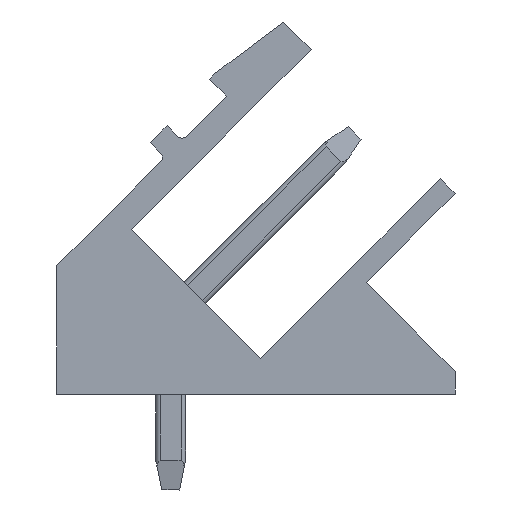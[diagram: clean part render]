
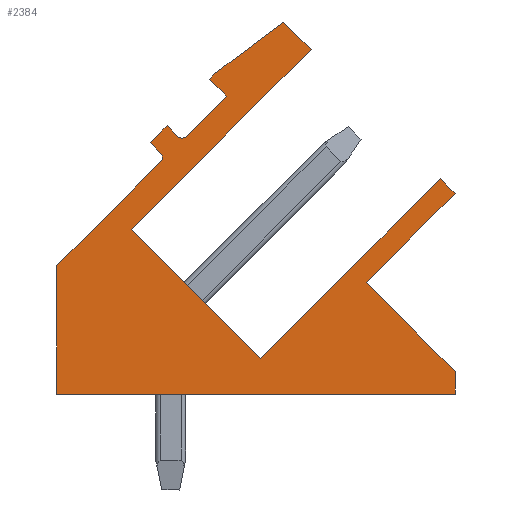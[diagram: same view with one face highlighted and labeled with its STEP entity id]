
A CAD part, left-side view. The second image highlights one B-rep face of the part: STEP entity #2384.
In plain terms, the highlighted planar face has unit normal (-1, 0, 0).
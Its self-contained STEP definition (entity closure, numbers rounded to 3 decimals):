
#1167=AXIS2_PLACEMENT_3D('Circle Axis2P3D',#1165,#1166,$) ;
#1291=AXIS2_PLACEMENT_3D('Circle Axis2P3D',#1289,#1290,$) ;
#2360=AXIS2_PLACEMENT_3D('Plane Axis2P3D',#2357,#2358,#2359) ;
#49=CARTESIAN_POINT('Vertex',(0.,6.505,4.385)) ;
#52=CARTESIAN_POINT('Line Origine',(0.,3.5,7.39)) ;
#56=CARTESIAN_POINT('Vertex',(0.,0.495,10.395)) ;
#87=CARTESIAN_POINT('Vertex',(0.,10.819,8.698)) ;
#90=CARTESIAN_POINT('Line Origine',(0.,8.662,6.541)) ;
#976=CARTESIAN_POINT('Vertex',(0.,4.808,14.708)) ;
#979=CARTESIAN_POINT('Line Origine',(0.,7.814,11.703)) ;
#1007=CARTESIAN_POINT('Vertex',(0.,5.728,15.628)) ;
#1010=CARTESIAN_POINT('Line Origine',(0.,5.268,15.168)) ;
#1038=CARTESIAN_POINT('Vertex',(0.,7.99,13.931)) ;
#1041=CARTESIAN_POINT('Line Origine',(0.,6.859,14.779)) ;
#1069=CARTESIAN_POINT('Vertex',(0.,8.202,13.718)) ;
#1072=CARTESIAN_POINT('Line Origine',(0.,8.096,13.824)) ;
#1100=CARTESIAN_POINT('Vertex',(0.,7.637,13.153)) ;
#1103=CARTESIAN_POINT('Line Origine',(0.,7.92,13.436)) ;
#1131=CARTESIAN_POINT('Vertex',(0.,8.98,11.809)) ;
#1134=CARTESIAN_POINT('Line Origine',(0.,8.309,12.481)) ;
#1162=CARTESIAN_POINT('Vertex',(0.,9.263,11.809)) ;
#1165=CARTESIAN_POINT('Axis2P3D Location',(0.,9.122,11.951)) ;
#1193=CARTESIAN_POINT('Vertex',(0.,9.617,12.163)) ;
#1196=CARTESIAN_POINT('Line Origine',(0.,9.44,11.986)) ;
#1224=CARTESIAN_POINT('Vertex',(0.,10.182,11.597)) ;
#1227=CARTESIAN_POINT('Line Origine',(0.,9.899,11.88)) ;
#1255=CARTESIAN_POINT('Vertex',(0.,9.829,11.244)) ;
#1258=CARTESIAN_POINT('Line Origine',(0.,10.006,11.42)) ;
#1286=CARTESIAN_POINT('Vertex',(0.,9.829,10.961)) ;
#1289=CARTESIAN_POINT('Axis2P3D Location',(0.,9.97,11.102)) ;
#1312=CARTESIAN_POINT('Vertex',(0.,13.3,7.489)) ;
#1315=CARTESIAN_POINT('Line Origine',(0.,11.564,9.225)) ;
#1343=CARTESIAN_POINT('Vertex',(0.,13.3,3.2)) ;
#1346=CARTESIAN_POINT('Line Origine',(0.,13.3,5.345)) ;
#1374=CARTESIAN_POINT('Vertex',(0.,0.,3.2)) ;
#1377=CARTESIAN_POINT('Line Origine',(0.,6.65,3.2)) ;
#2263=CARTESIAN_POINT('Vertex',(0.,0.,3.96)) ;
#2266=CARTESIAN_POINT('Line Origine',(0.,0.,3.58)) ;
#2294=CARTESIAN_POINT('Vertex',(0.,2.97,6.93)) ;
#2297=CARTESIAN_POINT('Line Origine',(0.,1.485,5.445)) ;
#2325=CARTESIAN_POINT('Vertex',(0.,0.,9.9)) ;
#2328=CARTESIAN_POINT('Line Origine',(0.,1.485,8.415)) ;
#2345=CARTESIAN_POINT('Line Origine',(0.,0.247,10.147)) ;
#2357=CARTESIAN_POINT('Axis2P3D Location',(0.,0.,0.)) ;
#53=DIRECTION('Vector Direction',(0.,0.707,-0.707)) ;
#91=DIRECTION('Vector Direction',(0.,-0.707,-0.707)) ;
#980=DIRECTION('Vector Direction',(0.,-0.707,0.707)) ;
#1011=DIRECTION('Vector Direction',(0.,-0.707,-0.707)) ;
#1042=DIRECTION('Vector Direction',(0.,-0.8,0.6)) ;
#1073=DIRECTION('Vector Direction',(0.,-0.707,0.707)) ;
#1104=DIRECTION('Vector Direction',(0.,0.707,0.707)) ;
#1135=DIRECTION('Vector Direction',(0.,-0.707,0.707)) ;
#1166=DIRECTION('Axis2P3D Direction',(-1.,0.,0.)) ;
#1197=DIRECTION('Vector Direction',(0.,-0.707,-0.707)) ;
#1228=DIRECTION('Vector Direction',(0.,-0.707,0.707)) ;
#1259=DIRECTION('Vector Direction',(0.,0.707,0.707)) ;
#1290=DIRECTION('Axis2P3D Direction',(-1.,0.,0.)) ;
#1316=DIRECTION('Vector Direction',(0.,-0.707,0.707)) ;
#1347=DIRECTION('Vector Direction',(0.,0.,1.)) ;
#1378=DIRECTION('Vector Direction',(0.,1.,0.)) ;
#2267=DIRECTION('Vector Direction',(0.,0.,-1.)) ;
#2298=DIRECTION('Vector Direction',(0.,-0.707,-0.707)) ;
#2329=DIRECTION('Vector Direction',(0.,0.707,-0.707)) ;
#2346=DIRECTION('Vector Direction',(0.,-0.707,-0.707)) ;
#2358=DIRECTION('Axis2P3D Direction',(-1.,0.,0.)) ;
#2359=DIRECTION('Axis2P3D XDirection',(0.,0.,1.)) ;
#54=VECTOR('Line Direction',#53,1.) ;
#92=VECTOR('Line Direction',#91,1.) ;
#981=VECTOR('Line Direction',#980,1.) ;
#1012=VECTOR('Line Direction',#1011,1.) ;
#1043=VECTOR('Line Direction',#1042,1.) ;
#1074=VECTOR('Line Direction',#1073,1.) ;
#1105=VECTOR('Line Direction',#1104,1.) ;
#1136=VECTOR('Line Direction',#1135,1.) ;
#1198=VECTOR('Line Direction',#1197,1.) ;
#1229=VECTOR('Line Direction',#1228,1.) ;
#1260=VECTOR('Line Direction',#1259,1.) ;
#1317=VECTOR('Line Direction',#1316,1.) ;
#1348=VECTOR('Line Direction',#1347,1.) ;
#1379=VECTOR('Line Direction',#1378,1.) ;
#2268=VECTOR('Line Direction',#2267,1.) ;
#2299=VECTOR('Line Direction',#2298,1.) ;
#2330=VECTOR('Line Direction',#2329,1.) ;
#2347=VECTOR('Line Direction',#2346,1.) ;
#2363=ORIENTED_EDGE('',*,*,#58,.T.) ;
#2364=ORIENTED_EDGE('',*,*,#94,.T.) ;
#2365=ORIENTED_EDGE('',*,*,#983,.T.) ;
#2366=ORIENTED_EDGE('',*,*,#1014,.T.) ;
#2367=ORIENTED_EDGE('',*,*,#1045,.T.) ;
#2368=ORIENTED_EDGE('',*,*,#1076,.T.) ;
#2369=ORIENTED_EDGE('',*,*,#1107,.T.) ;
#2370=ORIENTED_EDGE('',*,*,#1138,.T.) ;
#2371=ORIENTED_EDGE('',*,*,#1169,.T.) ;
#2372=ORIENTED_EDGE('',*,*,#1200,.T.) ;
#2373=ORIENTED_EDGE('',*,*,#1231,.T.) ;
#2374=ORIENTED_EDGE('',*,*,#1262,.T.) ;
#2375=ORIENTED_EDGE('',*,*,#1293,.T.) ;
#2376=ORIENTED_EDGE('',*,*,#1319,.T.) ;
#2377=ORIENTED_EDGE('',*,*,#1350,.T.) ;
#2378=ORIENTED_EDGE('',*,*,#1381,.T.) ;
#2379=ORIENTED_EDGE('',*,*,#2270,.T.) ;
#2380=ORIENTED_EDGE('',*,*,#2301,.T.) ;
#2381=ORIENTED_EDGE('',*,*,#2332,.T.) ;
#2382=ORIENTED_EDGE('',*,*,#2349,.T.) ;
#2384=ADVANCED_FACE('Housing',(#2383),#2361,.T.) ;
#1168=CIRCLE('generated circle',#1167,0.2) ;
#1292=CIRCLE('generated circle',#1291,0.2) ;
#58=EDGE_CURVE('',#57,#50,#55,.T.) ;
#94=EDGE_CURVE('',#50,#88,#93,.F.) ;
#983=EDGE_CURVE('',#88,#977,#982,.T.) ;
#1014=EDGE_CURVE('',#977,#1008,#1013,.F.) ;
#1045=EDGE_CURVE('',#1008,#1039,#1044,.F.) ;
#1076=EDGE_CURVE('',#1039,#1070,#1075,.F.) ;
#1107=EDGE_CURVE('',#1070,#1101,#1106,.F.) ;
#1138=EDGE_CURVE('',#1101,#1132,#1137,.F.) ;
#1169=EDGE_CURVE('',#1132,#1163,#1168,.F.) ;
#1200=EDGE_CURVE('',#1163,#1194,#1199,.F.) ;
#1231=EDGE_CURVE('',#1194,#1225,#1230,.F.) ;
#1262=EDGE_CURVE('',#1225,#1256,#1261,.F.) ;
#1293=EDGE_CURVE('',#1256,#1287,#1292,.F.) ;
#1319=EDGE_CURVE('',#1287,#1313,#1318,.F.) ;
#1350=EDGE_CURVE('',#1313,#1344,#1349,.F.) ;
#1381=EDGE_CURVE('',#1344,#1375,#1380,.F.) ;
#2270=EDGE_CURVE('',#1375,#2264,#2269,.F.) ;
#2301=EDGE_CURVE('',#2264,#2295,#2300,.F.) ;
#2332=EDGE_CURVE('',#2295,#2326,#2331,.F.) ;
#2349=EDGE_CURVE('',#2326,#57,#2348,.F.) ;
#2362=EDGE_LOOP('',(#2363,#2364,#2365,#2366,#2367,#2368,#2369,#2370,#2371,#2372,#2373,#2374,#2375,#2376,#2377,#2378,#2379,#2380,#2381,#2382)) ;
#2383=FACE_OUTER_BOUND('',#2362,.T.) ;
#55=LINE('Line',#52,#54) ;
#93=LINE('Line',#90,#92) ;
#982=LINE('Line',#979,#981) ;
#1013=LINE('Line',#1010,#1012) ;
#1044=LINE('Line',#1041,#1043) ;
#1075=LINE('Line',#1072,#1074) ;
#1106=LINE('Line',#1103,#1105) ;
#1137=LINE('Line',#1134,#1136) ;
#1199=LINE('Line',#1196,#1198) ;
#1230=LINE('Line',#1227,#1229) ;
#1261=LINE('Line',#1258,#1260) ;
#1318=LINE('Line',#1315,#1317) ;
#1349=LINE('Line',#1346,#1348) ;
#1380=LINE('Line',#1377,#1379) ;
#2269=LINE('Line',#2266,#2268) ;
#2300=LINE('Line',#2297,#2299) ;
#2331=LINE('Line',#2328,#2330) ;
#2348=LINE('Line',#2345,#2347) ;
#2361=PLANE('',#2360) ;
#50=VERTEX_POINT('',#49) ;
#57=VERTEX_POINT('',#56) ;
#88=VERTEX_POINT('',#87) ;
#977=VERTEX_POINT('',#976) ;
#1008=VERTEX_POINT('',#1007) ;
#1039=VERTEX_POINT('',#1038) ;
#1070=VERTEX_POINT('',#1069) ;
#1101=VERTEX_POINT('',#1100) ;
#1132=VERTEX_POINT('',#1131) ;
#1163=VERTEX_POINT('',#1162) ;
#1194=VERTEX_POINT('',#1193) ;
#1225=VERTEX_POINT('',#1224) ;
#1256=VERTEX_POINT('',#1255) ;
#1287=VERTEX_POINT('',#1286) ;
#1313=VERTEX_POINT('',#1312) ;
#1344=VERTEX_POINT('',#1343) ;
#1375=VERTEX_POINT('',#1374) ;
#2264=VERTEX_POINT('',#2263) ;
#2295=VERTEX_POINT('',#2294) ;
#2326=VERTEX_POINT('',#2325) ;
